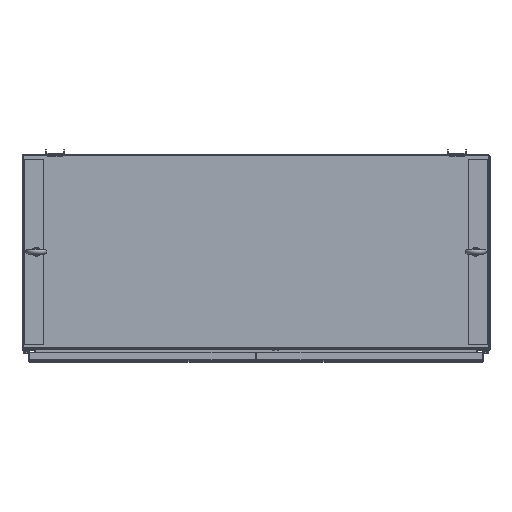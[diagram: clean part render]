
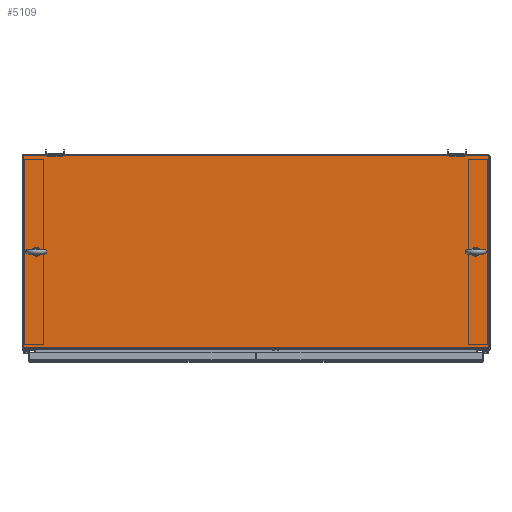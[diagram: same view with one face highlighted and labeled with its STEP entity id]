
A CAD part, top view. The second image highlights one B-rep face of the part: STEP entity #5109.
In plain terms, the highlighted planar face has unit normal (0, 0, 1).
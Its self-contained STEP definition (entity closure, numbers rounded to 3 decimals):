
#5109 = ADVANCED_FACE( '', ( #12161, #12162, #12163 ), #12164, .T. );
#12161 = FACE_BOUND( '', #24288, .T. );
#12162 = FACE_BOUND( '', #24289, .T. );
#12163 = FACE_OUTER_BOUND( '', #24290, .T. );
#12164 = PLANE( '', #24291 );
#24288 = EDGE_LOOP( '', ( #47422 ) );
#24289 = EDGE_LOOP( '', ( #47423 ) );
#24290 = EDGE_LOOP( '', ( #47424, #47425, #47426, #47427 ) );
#24291 = AXIS2_PLACEMENT_3D( '', #47428, #47429, #47430 );
#47422 = ORIENTED_EDGE( '', *, *, #75420, .T. );
#47423 = ORIENTED_EDGE( '', *, *, #75421, .T. );
#47424 = ORIENTED_EDGE( '', *, *, #75422, .T. );
#47425 = ORIENTED_EDGE( '', *, *, #74864, .T. );
#47426 = ORIENTED_EDGE( '', *, *, #75423, .T. );
#47427 = ORIENTED_EDGE( '', *, *, #75424, .T. );
#47428 = CARTESIAN_POINT( '', ( 0., 0., 0. ) );
#47429 = DIRECTION( '', ( 0., 0., 1. ) );
#47430 = DIRECTION( '', ( 1., 0., 0. ) );
#74864 = EDGE_CURVE( '', #86502, #86500, #86503, .T. );
#75420 = EDGE_CURVE( '', #87386, #87386, #87387, .T. );
#75421 = EDGE_CURVE( '', #87388, #87388, #87389, .T. );
#75422 = EDGE_CURVE( '', #87390, #86502, #87391, .T. );
#75423 = EDGE_CURVE( '', #86500, #87392, #87393, .T. );
#75424 = EDGE_CURVE( '', #87392, #87390, #87394, .T. );
#86500 = VERTEX_POINT( '', #109197 );
#86502 = VERTEX_POINT( '', #109199 );
#86503 = LINE( '', #109200, #109201 );
#87386 = VERTEX_POINT( '', #111546 );
#87387 = CIRCLE( '', #111547, 7.938 );
#87388 = VERTEX_POINT( '', #111548 );
#87389 = CIRCLE( '', #111549, 7.938 );
#87390 = VERTEX_POINT( '', #111550 );
#87391 = LINE( '', #111551, #111552 );
#87392 = VERTEX_POINT( '', #111553 );
#87393 = LINE( '', #111554, #111555 );
#87394 = LINE( '', #111556, #111557 );
#109197 = CARTESIAN_POINT( '', ( 606.933, -249.187, 0. ) );
#109199 = CARTESIAN_POINT( '', ( -606.933, -249.187, 0. ) );
#109200 = CARTESIAN_POINT( '', ( -606.933, -249.187, 0. ) );
#109201 = VECTOR( '', #136130, 1000. );
#111546 = CARTESIAN_POINT( '', ( 580.2, 1.333, 0. ) );
#111547 = AXIS2_PLACEMENT_3D( '', #136520, #136521, #136522 );
#111548 = CARTESIAN_POINT( '', ( -564.325, 1.333, 0. ) );
#111549 = AXIS2_PLACEMENT_3D( '', #136523, #136524, #136525 );
#111550 = CARTESIAN_POINT( '', ( -606.933, 252.667, 0. ) );
#111551 = CARTESIAN_POINT( '', ( -606.933, 252.667, 0. ) );
#111552 = VECTOR( '', #136526, 1000. );
#111553 = CARTESIAN_POINT( '', ( 606.933, 252.667, 0. ) );
#111554 = CARTESIAN_POINT( '', ( 606.933, -252.667, 0. ) );
#111555 = VECTOR( '', #136527, 1000. );
#111556 = CARTESIAN_POINT( '', ( 606.933, 252.667, 0. ) );
#111557 = VECTOR( '', #136528, 1000. );
#136130 = DIRECTION( '', ( 1., 0., 0. ) );
#136520 = CARTESIAN_POINT( '', ( 572.262, 1.333, 0. ) );
#136521 = DIRECTION( '', ( 0., 0., -1. ) );
#136522 = DIRECTION( '', ( 1., 0., 0. ) );
#136523 = CARTESIAN_POINT( '', ( -572.262, 1.333, 0. ) );
#136524 = DIRECTION( '', ( 0., 0., -1. ) );
#136525 = DIRECTION( '', ( 1., 0., 0. ) );
#136526 = DIRECTION( '', ( 0., -1., 0. ) );
#136527 = DIRECTION( '', ( 0., 1., 0. ) );
#136528 = DIRECTION( '', ( -1., 0., 0. ) );
